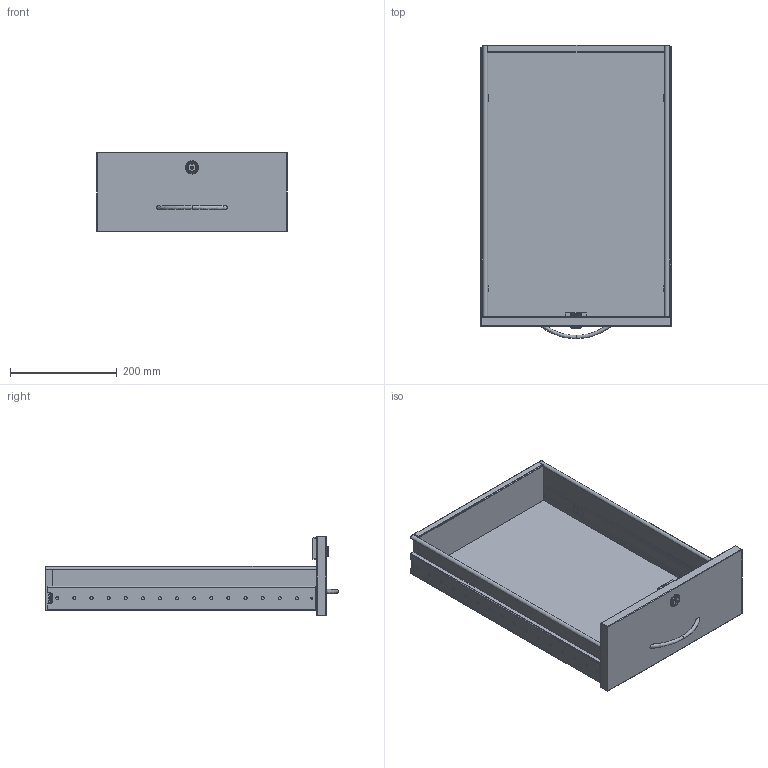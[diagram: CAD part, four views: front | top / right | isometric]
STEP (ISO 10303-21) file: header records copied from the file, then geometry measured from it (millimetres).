
FILE_DESCRIPTION(/* description */ (''),/* implementation_level */ '2;1');
FILE_NAME(/* name */ '740002M.stp',/* time_stamp */ '2022-10-10T07:02:39+02:00',/* author */ ('aluteckkpl_am'),/* organization */ (''),/* preprocessor_version */ 'ST-DEVELOPER v18.1',/* originating_system */ 'Autodesk Inventor 2021',/* authorisation */ '');
FILE_SCHEMA (('CONFIG_CONTROL_DESIGN'));
Length unit declared in the file: millimetre
Products named in the file (17): 740002M; 740002M-plech; 740002M-čelo; 740002M-čelo_1; 740002M-zámek; 740002M-Z1; 740002M-Z2; 740002M-Z3; 740002M-Z4; 740002M-držadlo; 740002M-VL; 740002M-V3L; 740002M-VP; 740002M-V1; 740002M-V1-1; 740002M-V2; 740002M-V3P
Assembly tree (19 placements, depth 4):
  740002M
    740002M-plech
    740002M-čelo
      740002M-čelo_1
      740002M-zámek
        740002M-Z1
        740002M-Z2
        740002M-Z3
        740002M-Z4
      740002M-držadlo
    740002M-VL
      740002M-V1
      740002M-V1-1
      740002M-V2
      740002M-V3L
    740002M-VP
      740002M-V1
      740002M-V1-1
      740002M-V2
      740002M-V3P
Bounding box: 357 x 547.8 x 148 mm (x, y, z)
Volume: 1373241.3 mm3; surface area: 1051013.5 mm2
Topology: 15 solids, 15 shells, 539 faces, 1509 edges, 986 vertices
Faces by surface type: plane 302, cylinder 194, cone 19, sphere 16, torus 6, bspline 2
Full cylindrical faces by diameter (mm): 4 x2, 4.3 x4, 5.8 x30, 15.8 x1, 16 x1, 19 x3, 20 x1
Entity records: 14473 total; most frequent: CARTESIAN_POINT 2640, DIRECTION 2407, ORIENTED_EDGE 2306, EDGE_CURVE 1153, AXIS2_PLACEMENT_3D 809, LINE 789, VECTOR 789, VERTEX_POINT 754
